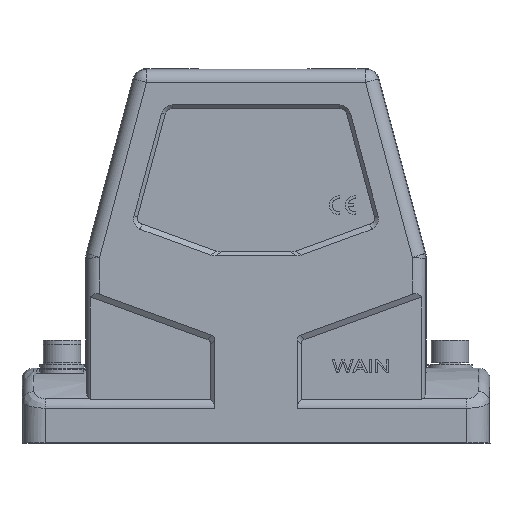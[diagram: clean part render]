
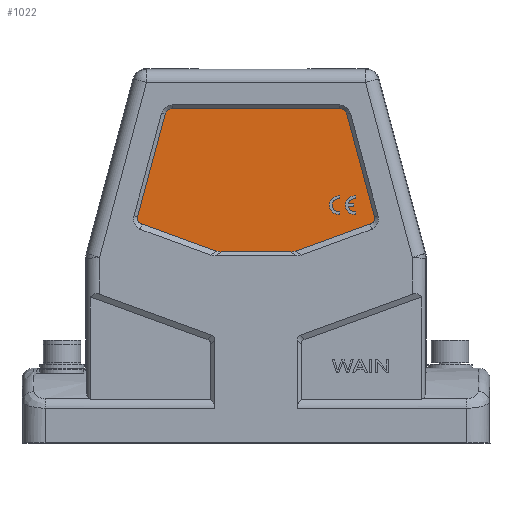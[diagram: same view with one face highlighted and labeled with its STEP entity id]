
A CAD part, top view. The second image highlights one B-rep face of the part: STEP entity #1022.
In plain terms, the highlighted planar face has unit normal (0, 0, 1).
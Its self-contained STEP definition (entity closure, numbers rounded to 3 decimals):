
#204=FACE_BOUND('',#2381,.T.);
#205=FACE_BOUND('',#2382,.T.);
#206=FACE_BOUND('',#2383,.T.);
#558=B_SPLINE_CURVE_WITH_KNOTS('',3,(#13005,#13006,#13007,#13008),
 .UNSPECIFIED.,.F.,.F.,(4,4),(0.,1.),.UNSPECIFIED.);
#559=B_SPLINE_CURVE_WITH_KNOTS('',3,(#13018,#13019,#13020,#13021,#13022),
 .UNSPECIFIED.,.F.,.F.,(4,1,4),(0.,0.5,1.),.UNSPECIFIED.);
#569=B_SPLINE_CURVE_WITH_KNOTS('',3,(#13119,#13120,#13121,#13122,#13123),
 .UNSPECIFIED.,.F.,.F.,(4,1,4),(0.,0.5,1.),.UNSPECIFIED.);
#570=B_SPLINE_CURVE_WITH_KNOTS('',3,(#13234,#13235,#13236,#13237),
 .UNSPECIFIED.,.F.,.F.,(4,4),(0.,1.),.UNSPECIFIED.);
#1022=ADVANCED_FACE('',(#204,#205,#206),#1594,.T.);
#1594=PLANE('',#9690);
#2381=EDGE_LOOP('',(#4455,#4456,#4457,#4458));
#2382=EDGE_LOOP('',(#4459,#4460,#4461,#4462,#4463,#4464,#4465,#4466));
#2383=EDGE_LOOP('',(#4467,#4468,#4469,#4470,#4471,#4472,#4473,#4474,#4475,
#4476,#4477,#4478));
#3014=LINE('',#13016,#3660);
#3016=LINE('',#13070,#3662);
#3017=LINE('',#13081,#3663);
#3018=LINE('',#13102,#3664);
#3021=LINE('',#13152,#3667);
#3028=LINE('',#13171,#3674);
#3032=LINE('',#13183,#3678);
#3036=LINE('',#13195,#3682);
#3039=LINE('',#13201,#3685);
#3041=LINE('',#13204,#3687);
#3046=LINE('',#13220,#3692);
#3049=LINE('',#13228,#3695);
#3050=LINE('',#13232,#3696);
#3660=VECTOR('',#10546,1.);
#3662=VECTOR('',#10550,1.);
#3663=VECTOR('',#10559,1.);
#3664=VECTOR('',#10568,1.);
#3667=VECTOR('',#10573,1.);
#3674=VECTOR('',#10588,1.);
#3678=VECTOR('',#10600,1.);
#3682=VECTOR('',#10612,1.);
#3685=VECTOR('',#10617,1.);
#3687=VECTOR('',#10621,1.);
#3692=VECTOR('',#10636,1.);
#3695=VECTOR('',#10645,1.);
#3696=VECTOR('',#10652,1.);
#4455=ORIENTED_EDGE('',*,*,#8050,.F.);
#4456=ORIENTED_EDGE('',*,*,#8048,.T.);
#4457=ORIENTED_EDGE('',*,*,#8046,.F.);
#4458=ORIENTED_EDGE('',*,*,#8051,.F.);
#4459=ORIENTED_EDGE('',*,*,#8037,.F.);
#4460=ORIENTED_EDGE('',*,*,#8034,.F.);
#4461=ORIENTED_EDGE('',*,*,#8031,.T.);
#4462=ORIENTED_EDGE('',*,*,#8028,.F.);
#4463=ORIENTED_EDGE('',*,*,#8025,.F.);
#4464=ORIENTED_EDGE('',*,*,#8022,.F.);
#4465=ORIENTED_EDGE('',*,*,#8019,.T.);
#4466=ORIENTED_EDGE('',*,*,#8039,.F.);
#4467=ORIENTED_EDGE('',*,*,#8052,.F.);
#4468=ORIENTED_EDGE('',*,*,#7987,.T.);
#4469=ORIENTED_EDGE('',*,*,#7991,.F.);
#4470=ORIENTED_EDGE('',*,*,#7992,.F.);
#4471=ORIENTED_EDGE('',*,*,#7997,.F.);
#4472=ORIENTED_EDGE('',*,*,#7998,.F.);
#4473=ORIENTED_EDGE('',*,*,#8001,.F.);
#4474=ORIENTED_EDGE('',*,*,#8004,.T.);
#4475=ORIENTED_EDGE('',*,*,#8007,.T.);
#4476=ORIENTED_EDGE('',*,*,#8012,.F.);
#4477=ORIENTED_EDGE('',*,*,#8013,.T.);
#4478=ORIENTED_EDGE('',*,*,#8053,.T.);
#7105=VERTEX_POINT('',#13004);
#7106=VERTEX_POINT('',#13009);
#7108=VERTEX_POINT('',#13015);
#7109=VERTEX_POINT('',#13023);
#7112=VERTEX_POINT('',#13069);
#7113=VERTEX_POINT('',#13073);
#7115=VERTEX_POINT('',#13082);
#7117=VERTEX_POINT('',#13094);
#7119=VERTEX_POINT('',#13103);
#7122=VERTEX_POINT('',#13118);
#7123=VERTEX_POINT('',#13153);
#7125=VERTEX_POINT('',#13159);
#7128=VERTEX_POINT('',#13164);
#7129=VERTEX_POINT('',#13168);
#7131=VERTEX_POINT('',#13174);
#7133=VERTEX_POINT('',#13180);
#7135=VERTEX_POINT('',#13186);
#7137=VERTEX_POINT('',#13192);
#7139=VERTEX_POINT('',#13198);
#7145=VERTEX_POINT('',#13217);
#7146=VERTEX_POINT('',#13219);
#7147=VERTEX_POINT('',#13223);
#7148=VERTEX_POINT('',#13227);
#7149=VERTEX_POINT('',#13233);
#7987=EDGE_CURVE('',#7106,#7105,#558,.T.);
#7991=EDGE_CURVE('',#7108,#7105,#3014,.T.);
#7992=EDGE_CURVE('',#7109,#7108,#559,.T.);
#7997=EDGE_CURVE('',#7112,#7109,#3016,.T.);
#7998=EDGE_CURVE('',#7113,#7112,#9337,.T.);
#8001=EDGE_CURVE('',#7115,#7113,#3017,.T.);
#8004=EDGE_CURVE('',#7115,#7117,#9339,.T.);
#8007=EDGE_CURVE('',#7117,#7119,#3018,.T.);
#8012=EDGE_CURVE('',#7122,#7119,#569,.T.);
#8013=EDGE_CURVE('',#7122,#7123,#3021,.T.);
#8019=EDGE_CURVE('',#7125,#7128,#9342,.T.);
#8022=EDGE_CURVE('',#7125,#7129,#3028,.T.);
#8025=EDGE_CURVE('',#7129,#7131,#9344,.T.);
#8028=EDGE_CURVE('',#7131,#7133,#3032,.T.);
#8031=EDGE_CURVE('',#7135,#7133,#9346,.T.);
#8034=EDGE_CURVE('',#7135,#7137,#3036,.T.);
#8037=EDGE_CURVE('',#7137,#7139,#3039,.T.);
#8039=EDGE_CURVE('',#7139,#7128,#3041,.T.);
#8046=EDGE_CURVE('',#7146,#7145,#3046,.T.);
#8048=EDGE_CURVE('',#7147,#7145,#9349,.T.);
#8050=EDGE_CURVE('',#7147,#7148,#3049,.T.);
#8051=EDGE_CURVE('',#7148,#7146,#9350,.T.);
#8052=EDGE_CURVE('',#7106,#7149,#3050,.T.);
#8053=EDGE_CURVE('',#7123,#7149,#570,.T.);
#9337=CIRCLE('',#9657,2.);
#9339=CIRCLE('',#9661,2.);
#9342=CIRCLE('',#9667,1.746);
#9344=CIRCLE('',#9671,2.5);
#9346=CIRCLE('',#9675,1.746);
#9349=CIRCLE('',#9685,1.746);
#9350=CIRCLE('',#9688,2.5);
#9657=AXIS2_PLACEMENT_3D('',#13072,#10553,#10554);
#9661=AXIS2_PLACEMENT_3D('',#13093,#10562,#10563);
#9667=AXIS2_PLACEMENT_3D('',#13165,#10582,#10583);
#9671=AXIS2_PLACEMENT_3D('',#13177,#10594,#10595);
#9675=AXIS2_PLACEMENT_3D('',#13189,#10606,#10607);
#9685=AXIS2_PLACEMENT_3D('',#13224,#10640,#10641);
#9688=AXIS2_PLACEMENT_3D('',#13230,#10648,#10649);
#9690=AXIS2_PLACEMENT_3D('',#13238,#10653,#10654);
#10546=DIRECTION('',(-0.94,-0.342,0.));
#10550=DIRECTION('',(0.259,-0.966,0.));
#10553=DIRECTION('',(0.,0.,-1.));
#10554=DIRECTION('',(0.,1.,0.));
#10559=DIRECTION('',(1.,0.,0.));
#10562=DIRECTION('',(0.,0.,1.));
#10563=DIRECTION('',(0.,1.,0.));
#10568=DIRECTION('',(-0.259,-0.966,0.));
#10573=DIRECTION('',(0.94,-0.342,0.));
#10582=DIRECTION('',(0.,0.,1.));
#10583=DIRECTION('',(0.152,0.988,0.));
#10588=DIRECTION('',(0.,1.,0.));
#10594=DIRECTION('',(0.,0.,1.));
#10595=DIRECTION('',(0.109,0.994,0.));
#10600=DIRECTION('',(0.,1.,0.));
#10606=DIRECTION('',(0.,0.,1.));
#10607=DIRECTION('',(-0.977,-0.214,0.));
#10612=DIRECTION('',(1.,0.,0.));
#10617=DIRECTION('',(0.,1.,0.));
#10621=DIRECTION('',(-1.,0.,0.));
#10636=DIRECTION('',(0.,1.,0.));
#10640=DIRECTION('',(0.,0.,1.));
#10641=DIRECTION('',(0.152,0.988,0.));
#10645=DIRECTION('',(0.,1.,0.));
#10648=DIRECTION('',(0.,0.,1.));
#10649=DIRECTION('',(0.109,0.994,0.));
#10652=DIRECTION('',(-1.,0.,0.));
#10653=DIRECTION('',(0.,0.,1.));
#10654=DIRECTION('',(1.,0.,0.));
#13004=CARTESIAN_POINT('',(10.456,51.183,27.5));
#13005=CARTESIAN_POINT('',(9.272,51.,27.5));
#13006=CARTESIAN_POINT('',(9.726,51.,27.5));
#13007=CARTESIAN_POINT('',(10.121,51.061,27.5));
#13008=CARTESIAN_POINT('',(10.456,51.183,27.5));
#13009=CARTESIAN_POINT('',(9.272,51.,27.5));
#13015=CARTESIAN_POINT('',(30.695,58.549,27.5));
#13016=CARTESIAN_POINT('',(30.695,58.549,27.5));
#13018=CARTESIAN_POINT('',(31.631,60.347,27.5));
#13019=CARTESIAN_POINT('',(31.727,59.989,27.5));
#13020=CARTESIAN_POINT('',(31.64,59.2,27.5));
#13021=CARTESIAN_POINT('',(31.043,58.677,27.5));
#13022=CARTESIAN_POINT('',(30.695,58.549,27.5));
#13023=CARTESIAN_POINT('',(31.631,60.347,27.5));
#13069=CARTESIAN_POINT('',(24.275,87.799,27.5));
#13070=CARTESIAN_POINT('',(24.275,87.799,27.5));
#13072=CARTESIAN_POINT('',(22.343,87.282,27.5));
#13073=CARTESIAN_POINT('',(22.343,89.282,27.5));
#13081=CARTESIAN_POINT('',(-22.344,89.282,27.5));
#13082=CARTESIAN_POINT('',(-22.344,89.282,27.5));
#13093=CARTESIAN_POINT('',(-22.343,87.282,27.5));
#13094=CARTESIAN_POINT('',(-24.275,87.8,27.5));
#13102=CARTESIAN_POINT('',(-24.275,87.799,27.5));
#13103=CARTESIAN_POINT('',(-31.631,60.347,27.5));
#13118=CARTESIAN_POINT('',(-30.695,58.549,27.5));
#13119=CARTESIAN_POINT('',(-30.695,58.549,27.5));
#13120=CARTESIAN_POINT('',(-31.043,58.677,27.5));
#13121=CARTESIAN_POINT('',(-31.64,59.2,27.5));
#13122=CARTESIAN_POINT('',(-31.727,59.989,27.5));
#13123=CARTESIAN_POINT('',(-31.631,60.347,27.5));
#13152=CARTESIAN_POINT('',(-30.695,58.549,27.5));
#13153=CARTESIAN_POINT('',(-10.456,51.183,27.5));
#13159=CARTESIAN_POINT('',(26.608,65.23,27.5));
#13164=CARTESIAN_POINT('',(24.639,63.887,27.5));
#13165=CARTESIAN_POINT('',(26.343,63.504,27.5));
#13168=CARTESIAN_POINT('',(26.608,65.994,27.5));
#13171=CARTESIAN_POINT('',(26.608,65.23,27.5));
#13174=CARTESIAN_POINT('',(26.608,61.024,27.5));
#13177=CARTESIAN_POINT('',(26.335,63.509,27.5));
#13180=CARTESIAN_POINT('',(26.608,61.778,27.5));
#13183=CARTESIAN_POINT('',(26.608,61.024,27.5));
#13186=CARTESIAN_POINT('',(24.637,63.131,27.5));
#13189=CARTESIAN_POINT('',(26.343,63.504,27.5));
#13192=CARTESIAN_POINT('',(26.092,63.131,27.5));
#13195=CARTESIAN_POINT('',(24.637,63.131,27.5));
#13198=CARTESIAN_POINT('',(26.092,63.887,27.5));
#13201=CARTESIAN_POINT('',(26.092,63.131,27.5));
#13204=CARTESIAN_POINT('',(26.092,63.887,27.5));
#13217=CARTESIAN_POINT('',(22.367,61.783,27.5));
#13219=CARTESIAN_POINT('',(22.367,61.028,27.5));
#13220=CARTESIAN_POINT('',(22.367,61.028,27.5));
#13223=CARTESIAN_POINT('',(22.367,65.235,27.5));
#13224=CARTESIAN_POINT('',(22.102,63.509,27.5));
#13227=CARTESIAN_POINT('',(22.367,65.998,27.5));
#13228=CARTESIAN_POINT('',(22.367,65.235,27.5));
#13230=CARTESIAN_POINT('',(22.094,63.513,27.5));
#13232=CARTESIAN_POINT('',(9.272,51.,27.5));
#13233=CARTESIAN_POINT('',(-9.272,51.,27.5));
#13234=CARTESIAN_POINT('',(-10.456,51.183,27.5));
#13235=CARTESIAN_POINT('',(-10.121,51.061,27.5));
#13236=CARTESIAN_POINT('',(-9.726,51.,27.5));
#13237=CARTESIAN_POINT('',(-9.272,51.,27.5));
#13238=CARTESIAN_POINT('',(0.,0.,27.5));
